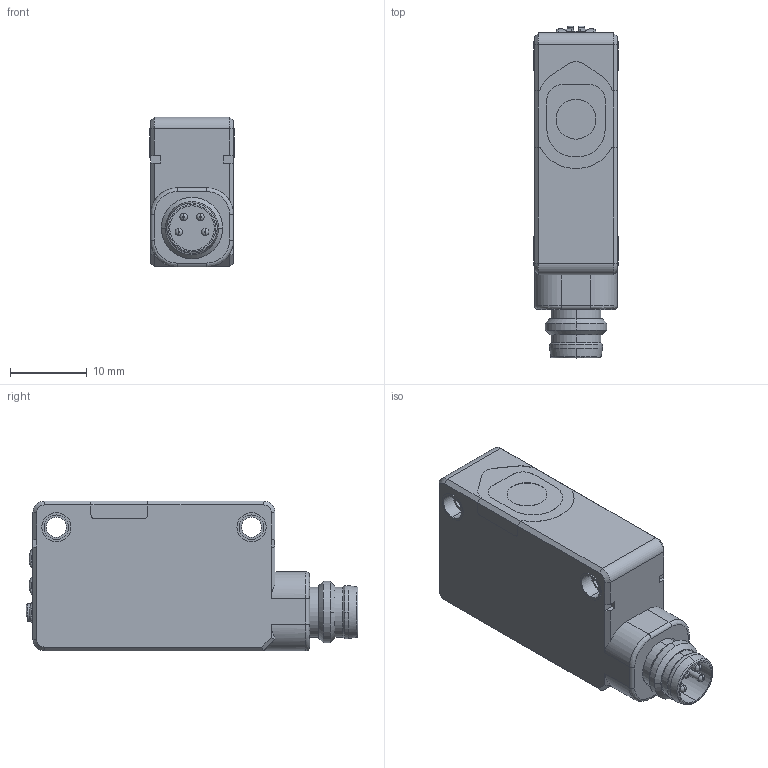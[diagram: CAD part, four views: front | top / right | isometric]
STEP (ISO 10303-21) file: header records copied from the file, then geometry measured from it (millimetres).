
FILE_DESCRIPTION (( 'STEP AP214' ), '1' );
FILE_NAME ('08_SA1E-X$$C.STEP', '2020-11-19T02:27:53', ( 'IDEC' ), ( 'IDEC' ), 'SwSTEP 2.0', 'SolidWorks 2019', '' );
FILE_SCHEMA (( 'AUTOMOTIVE_DESIGN' ));
Length unit declared in the file: millimetre
Products named in the file (1): 08_SA1E-X$$C
Bounding box: 11 x 43.2 x 19.5 mm (x, y, z)
Volume: 7040.7 mm3; surface area: 2931.6 mm2
Topology: 1 solids, 1 shells, 258 faces, 622 edges, 394 vertices
Faces by surface type: plane 119, cylinder 85, bspline 34, cone 14, torus 6
Entity records: 8595 total; most frequent: CARTESIAN_POINT 2638, ORIENTED_EDGE 1244, DIRECTION 1200, EDGE_CURVE 622, AXIS2_PLACEMENT_3D 425, VERTEX_POINT 394, VECTOR 350, LINE 350
